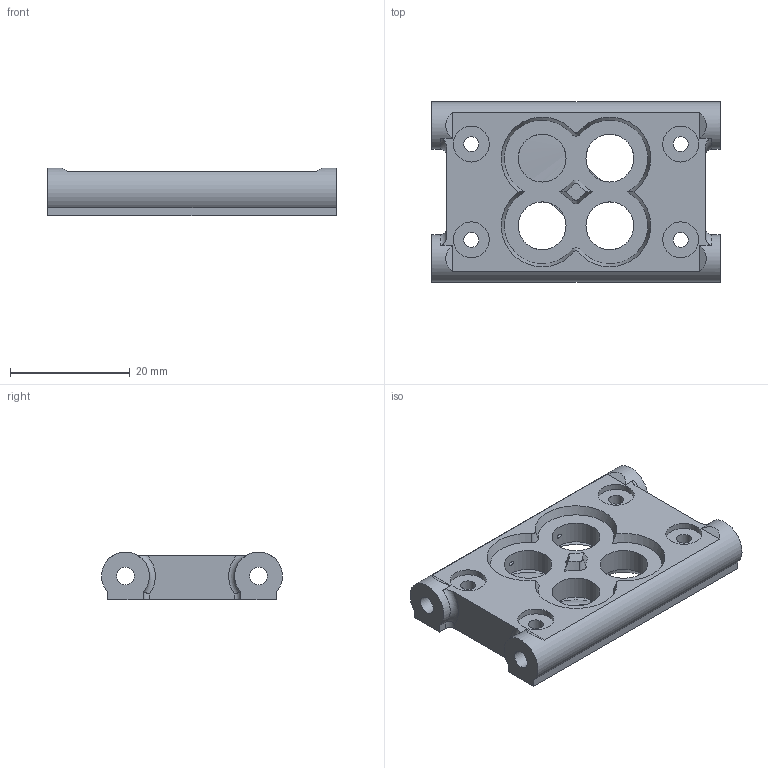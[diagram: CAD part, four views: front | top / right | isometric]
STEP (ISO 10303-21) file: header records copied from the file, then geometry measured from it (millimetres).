
FILE_DESCRIPTION(/* description */ (''),/* implementation_level */ '2;1');
FILE_NAME(/* name */ 'dragon_nose_v17.step',/* time_stamp */ '2023-01-15T12:00:42-08:00',/* author */ (''),/* organization */ (''),/* preprocessor_version */ 'ST-DEVELOPER v19.2',/* originating_system */ 'Autodesk Translation Framework v11.17.0.187',/* authorisation */ '');
FILE_SCHEMA (('AUTOMOTIVE_DESIGN { 1 0 10303 214 3 1 1 }'));
Length unit declared in the file: millimetre
Products named in the file (1): dragon_nose
Bounding box: 48.24 x 30.24 x 8 mm (x, y, z)
Volume: 6612.2 mm3; surface area: 5169.1 mm2
Topology: 1 solids, 1 shells, 100 faces, 260 edges, 172 vertices
Faces by surface type: plane 60, cylinder 20, cone 16, torus 4
Full cylindrical faces by diameter (mm): 2.5 x4, 3 x2, 6 x4, 8 x4
Entity records: 3384 total; most frequent: CARTESIAN_POINT 821, ORIENTED_EDGE 520, DIRECTION 514, EDGE_CURVE 260, AXIS2_PLACEMENT_3D 181, VERTEX_POINT 172, LINE 152, VECTOR 152
